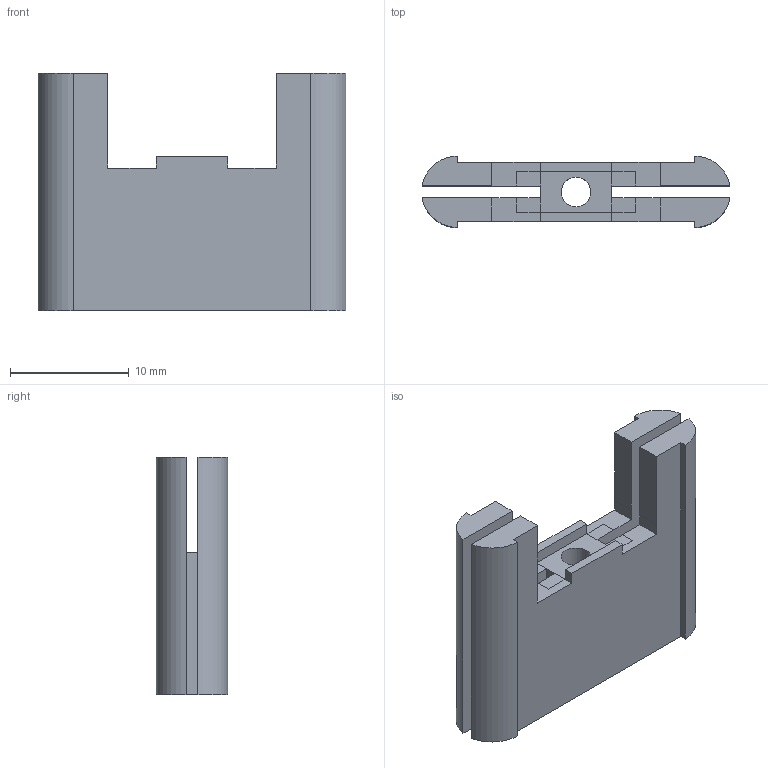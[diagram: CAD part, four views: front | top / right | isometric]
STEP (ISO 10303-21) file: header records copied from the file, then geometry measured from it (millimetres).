
FILE_DESCRIPTION(('FreeCAD Model'),'2;1');
FILE_NAME('3D_Linear_4.step','2017-12-05T10:36:37',( 'Author'),(''),'Open CASCADE STEP processor 6.8','FreeCAD','Unknown' );
FILE_SCHEMA(('AUTOMOTIVE_DESIGN_CC2 { 1 2 10303 214 -1 1 5 4 }'));
Length unit declared in the file: millimetre
Products named in the file (2): ASSEMBLY; Pocket003
Assembly tree (1 placements, depth 2):
  ASSEMBLY
    Pocket003
Bounding box: 25.92 x 6 x 20 mm (x, y, z)
Volume: 1614.3 mm3; surface area: 2031.3 mm2
Topology: 1 solids, 1 shells, 47 faces, 127 edges, 82 vertices
Faces by surface type: plane 42, cylinder 5
Full cylindrical faces by diameter (mm): 2.5 x1
Entity records: 3128 total; most frequent: CARTESIAN_POINT 606, DIRECTION 440, LINE 321, VECTOR 321, ORIENTED_EDGE 254, PCURVE 254, DEFINITIONAL_REPRESENTATION 254, EDGE_CURVE 127
